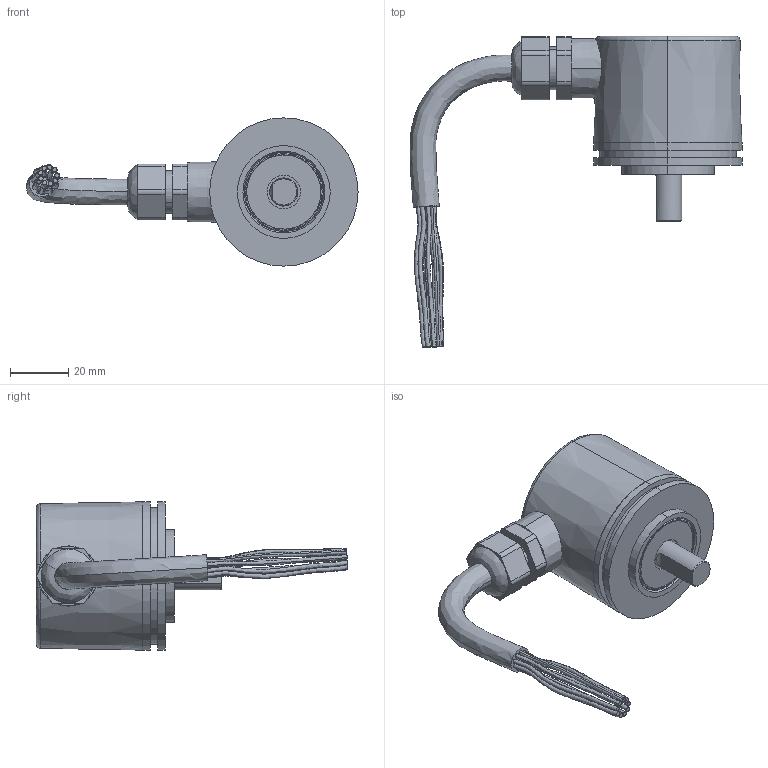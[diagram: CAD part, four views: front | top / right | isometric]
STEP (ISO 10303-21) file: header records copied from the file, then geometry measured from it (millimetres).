
FILE_DESCRIPTION (( 'STEP AP203' ), '1' );
FILE_NAME ('09927-H20-SCS.STEP', '2021-04-09T16:10:54', ( '' ), ( '' ), 'SwSTEP 2.0', 'SolidWorks 2018', '' );
FILE_SCHEMA (( 'CONFIG_CONTROL_DESIGN' ));
Length unit declared in the file: inch
Products named in the file (15): 25063-001; 23264-TAB_23269-X01; cable and wires; small-heyco_1; H20 shaft master_14307-001; h20 seal oring; 10198-001_X2_10198-012 EB servo; 13057-TAB_Default with no preload cup; sealcup; famille 9480_6000_EA7L 5_NSK; h20-v-ring; 09927-H20-SCS; H20 H25-seal; seal washer; 26112-TAB_H20 SCS TS AND HS
Assembly tree (15 placements, depth 3):
  09927-H20-SCS
    10198-001_X2_10198-012 EB servo
    13057-TAB_Default with no preload cup
      H20 shaft master_14307-001
      famille 9480_6000_EA7L 5_NSK  x2
      25063-001
    H20 H25-seal
      sealcup
      seal washer
      h20-v-ring
      h20 seal oring
    26112-TAB_H20 SCS TS AND HS
      23264-TAB_23269-X01
      small-heyco_1
    cable and wires
Bounding box: 113.62 x 106.55 x 50.77 mm (x, y, z)
Volume: 59047.8 mm3; surface area: 46358.9 mm2
Topology: 11 solids, 14 shells, 415 faces, 925 edges, 577 vertices
Faces by surface type: cylinder 134, plane 103, cone 69, torus 62, bspline 37, sphere 10
Entity records: 16995 total; most frequent: CARTESIAN_POINT 7096, DIRECTION 1871, ORIENTED_EDGE 1643, EDGE_CURVE 823, AXIS2_PLACEMENT_3D 811, VERTEX_POINT 515, CIRCLE 459, EDGE_LOOP 423
